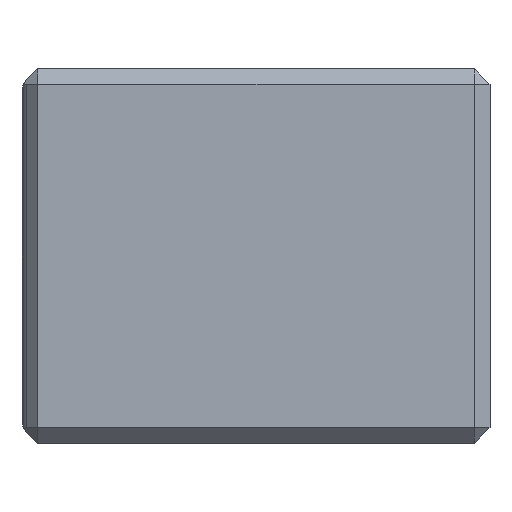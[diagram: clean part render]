
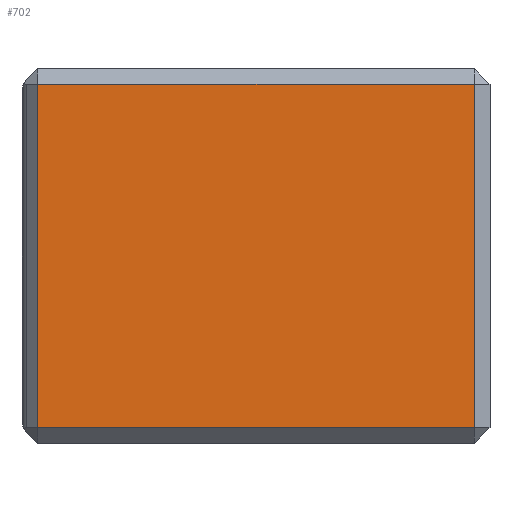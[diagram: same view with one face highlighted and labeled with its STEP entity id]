
A CAD part, left-side view. The second image highlights one B-rep face of the part: STEP entity #702.
In plain terms, the highlighted planar face has unit normal (-1, 0, 0).
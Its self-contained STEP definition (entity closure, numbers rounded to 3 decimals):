
#40=ORIENTED_EDGE('',*,*,#238,.T.);
#41=ORIENTED_EDGE('',*,*,#239,.T.);
#42=ORIENTED_EDGE('',*,*,#240,.T.);
#43=ORIENTED_EDGE('',*,*,#241,.T.);
#238=EDGE_CURVE('',#337,#338,#395,.T.);
#239=EDGE_CURVE('',#338,#339,#396,.T.);
#240=EDGE_CURVE('',#339,#340,#397,.T.);
#241=EDGE_CURVE('',#340,#337,#398,.T.);
#337=VERTEX_POINT('',#1047);
#338=VERTEX_POINT('',#1048);
#339=VERTEX_POINT('',#1050);
#340=VERTEX_POINT('',#1052);
#395=LINE('',#1046,#478);
#396=LINE('',#1049,#479);
#397=LINE('',#1051,#480);
#398=LINE('',#1053,#481);
#478=VECTOR('',#834,1000.);
#479=VECTOR('',#835,1000.);
#480=VECTOR('',#836,1000.);
#481=VECTOR('',#837,1000.);
#556=EDGE_LOOP('',(#40,#41,#42,#43));
#609=FACE_BOUND('',#556,.T.);
#662=PLANE('',#761);
#702=ADVANCED_FACE('',(#609),#662,.F.);
#761=AXIS2_PLACEMENT_3D('',#1045,#832,#833);
#832=DIRECTION('',(1.,0.,0.));
#833=DIRECTION('',(0.,-1.,0.));
#834=DIRECTION('',(0.,-1.,0.));
#835=DIRECTION('',(0.,0.,1.));
#836=DIRECTION('',(0.,1.,0.));
#837=DIRECTION('',(0.,0.,-1.));
#1045=CARTESIAN_POINT('',(0.,-10.,-6.));
#1046=CARTESIAN_POINT('',(0.,-10.,-11.5));
#1047=CARTESIAN_POINT('',(0.,-0.5,-11.5));
#1048=CARTESIAN_POINT('',(0.,-14.5,-11.5));
#1049=CARTESIAN_POINT('',(0.,-14.5,0.));
#1050=CARTESIAN_POINT('',(0.,-14.5,-0.5));
#1051=CARTESIAN_POINT('',(0.,0.,-0.5));
#1052=CARTESIAN_POINT('',(0.,-0.5,-0.5));
#1053=CARTESIAN_POINT('',(0.,-0.5,-12.));
